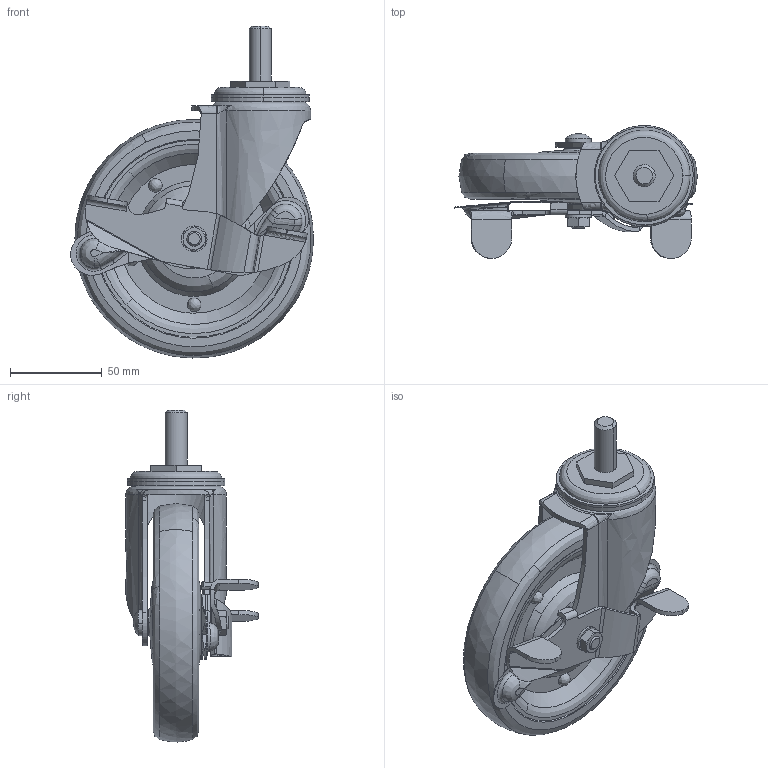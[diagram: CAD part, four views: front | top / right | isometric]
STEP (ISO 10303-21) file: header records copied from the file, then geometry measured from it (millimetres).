
FILE_DESCRIPTION((''),'2;1');
FILE_NAME('','2005-12-15T16:49:02',(''),(''),'','CADfix','');
FILE_SCHEMA(('AUTOMOTIVE_DESIGN'));
Length unit declared in the file: millimetre
Products named in the file (7): lever; wheel; plate; main shaft; body; axle; No_308S_24857_36
Assembly tree (6 placements, depth 2):
  No_308S_24857_36
    lever
    wheel
    plate
    main shaft
    body
    axle
Bounding box: 132.36 x 72.41 x 180.99 mm (x, y, z)
Volume: 316987 mm3; surface area: 86436.2 mm2
Topology: 6 solids, 6 shells, 373 faces, 1066 edges, 733 vertices
Faces by surface type: bspline 373
Entity records: 17872 total; most frequent: CARTESIAN_POINT 11980, ORIENTED_EDGE 2128, EDGE_CURVE 1064, VERTEX_POINT 733, EDGE_LOOP 415, FACE_OUTER_BOUND 373, ADVANCED_FACE 373, QUASI_UNIFORM_CURVE 301
